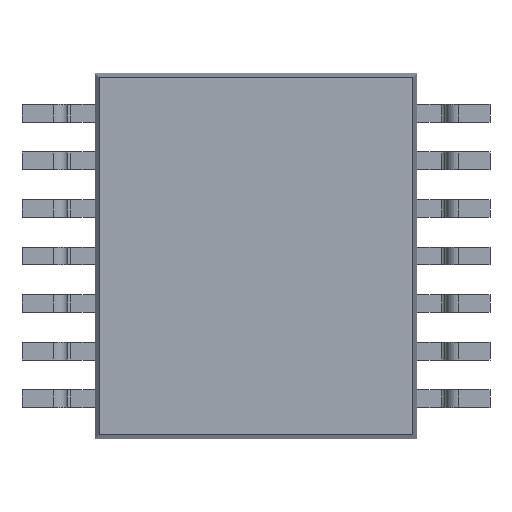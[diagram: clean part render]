
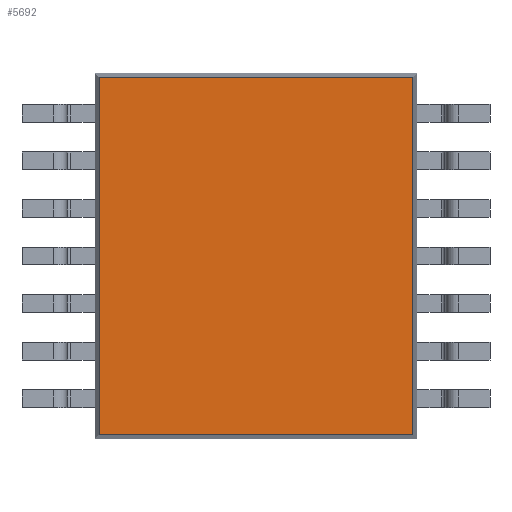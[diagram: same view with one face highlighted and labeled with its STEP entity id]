
A CAD part, front view. The second image highlights one B-rep face of the part: STEP entity #5692.
In plain terms, the highlighted planar face has unit normal (0, -1, 0).
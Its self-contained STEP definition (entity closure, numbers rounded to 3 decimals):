
#32 = ORIENTED_EDGE ( 'NONE', *, *, #1253, .T. ) ;
#241 = VERTEX_POINT ( 'NONE', #3112 ) ;
#941 = VECTOR ( 'NONE', #4076, 1000. ) ;
#1235 = LINE ( 'NONE', #2354, #4440 ) ;
#1253 = EDGE_CURVE ( 'NONE', #2978, #241, #2075, .T. ) ;
#1416 = PLANE ( 'NONE',  #3751 ) ;
#1786 = DIRECTION ( 'NONE',  ( 0., 0., -1. ) ) ;
#1969 = ORIENTED_EDGE ( 'NONE', *, *, #5129, .T. ) ;
#2075 = LINE ( 'NONE', #4633, #5294 ) ;
#2264 = LINE ( 'NONE', #3556, #941 ) ;
#2354 = CARTESIAN_POINT ( 'NONE',  ( -2.142, 0.15, 2.5 ) ) ;
#2423 = CARTESIAN_POINT ( 'NONE',  ( 0., 0.15, 0. ) ) ;
#2672 = ORIENTED_EDGE ( 'NONE', *, *, #6004, .T. ) ;
#2978 = VERTEX_POINT ( 'NONE', #3684 ) ;
#3112 = CARTESIAN_POINT ( 'NONE',  ( 2.142, 0.15, 2.442 ) ) ;
#3424 = DIRECTION ( 'NONE',  ( 0., 0., -1. ) ) ;
#3435 = FACE_OUTER_BOUND ( 'NONE', #3988, .T. ) ;
#3556 = CARTESIAN_POINT ( 'NONE',  ( 2.2, 0.15, 2.442 ) ) ;
#3565 = DIRECTION ( 'NONE',  ( 1., 0., 0. ) ) ;
#3684 = CARTESIAN_POINT ( 'NONE',  ( 2.142, 0.15, -2.442 ) ) ;
#3751 = AXIS2_PLACEMENT_3D ( 'NONE', #2423, #5924, #3424 ) ;
#3976 = VECTOR ( 'NONE', #3565, 1000. ) ;
#3988 = EDGE_LOOP ( 'NONE', ( #4244, #32, #1969, #2672 ) ) ;
#4076 = DIRECTION ( 'NONE',  ( -1., 0., 0. ) ) ;
#4097 = CARTESIAN_POINT ( 'NONE',  ( -2.142, 0.15, 2.442 ) ) ;
#4122 = DIRECTION ( 'NONE',  ( 0., 0., 1. ) ) ;
#4244 = ORIENTED_EDGE ( 'NONE', *, *, #5371, .T. ) ;
#4440 = VECTOR ( 'NONE', #1786, 1000. ) ;
#4633 = CARTESIAN_POINT ( 'NONE',  ( 2.142, 0.15, -2.5 ) ) ;
#5129 = EDGE_CURVE ( 'NONE', #241, #5794, #2264, .T. ) ;
#5168 = LINE ( 'NONE', #5556, #3976 ) ;
#5294 = VECTOR ( 'NONE', #4122, 1000. ) ;
#5371 = EDGE_CURVE ( 'NONE', #6302, #2978, #5168, .T. ) ;
#5556 = CARTESIAN_POINT ( 'NONE',  ( -2.2, 0.15, -2.442 ) ) ;
#5692 = ADVANCED_FACE ( 'NONE', ( #3435 ), #1416, .T. ) ;
#5794 = VERTEX_POINT ( 'NONE', #4097 ) ;
#5924 = DIRECTION ( 'NONE',  ( 0., -1., 0. ) ) ;
#6004 = EDGE_CURVE ( 'NONE', #5794, #6302, #1235, .T. ) ;
#6302 = VERTEX_POINT ( 'NONE', #6349 ) ;
#6349 = CARTESIAN_POINT ( 'NONE',  ( -2.142, 0.15, -2.442 ) ) ;
